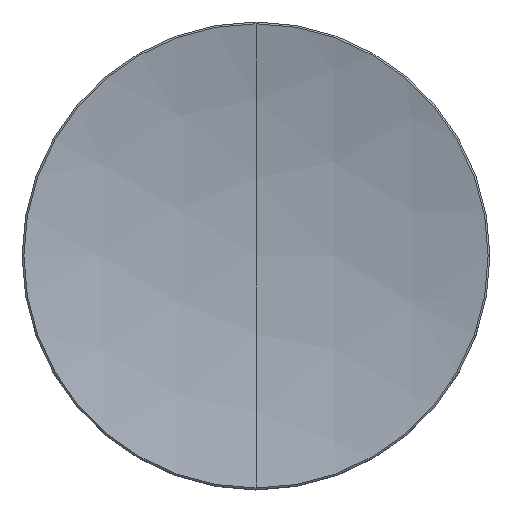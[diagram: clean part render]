
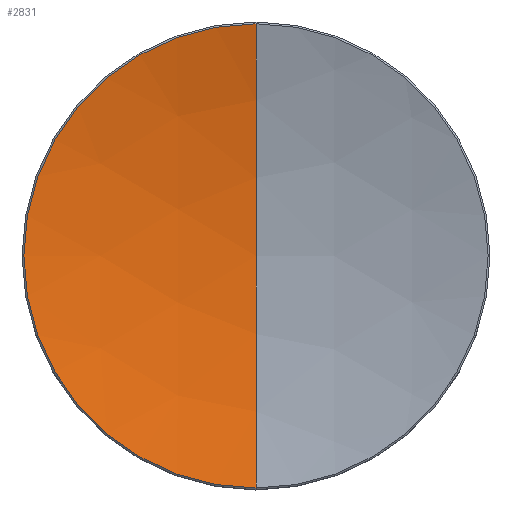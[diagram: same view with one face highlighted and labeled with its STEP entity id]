
A CAD part, top view. The second image highlights one B-rep face of the part: STEP entity #2831.
In plain terms, the highlighted spherical face has radius 100 mm.
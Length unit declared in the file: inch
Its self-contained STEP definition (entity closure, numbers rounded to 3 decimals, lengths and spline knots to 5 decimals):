
#2824 = ORIENTED_EDGE ( 'NONE', *, *, #7002, .T. ) ;
#2825 = ORIENTED_EDGE ( 'NONE', *, *, #2826, .T. ) ;
#2826 = EDGE_CURVE ( 'NONE', #3100, #2827, #6258, .T. ) ;
#2827 = VERTEX_POINT ( 'NONE', #6319 ) ;
#2829 = EDGE_CURVE ( 'NONE', #2827, #3005, #6472, .T. ) ;
#2831 = ADVANCED_FACE ( 'NONE', ( #6481 ), #6679, .F. ) ;
#2832 = EDGE_LOOP ( 'NONE', ( #2824, #2825, #3105, #3067 ) ) ;
#3005 = VERTEX_POINT ( 'NONE', #7224 ) ;
#3067 = ORIENTED_EDGE ( 'NONE', *, *, #3085, .F. ) ;
#3085 = EDGE_CURVE ( 'NONE', #7010, #3005, #15553, .T. ) ;
#3100 = VERTEX_POINT ( 'NONE', #15580 ) ;
#3105 = ORIENTED_EDGE ( 'NONE', *, *, #2829, .T. ) ;
#6257 = AXIS2_PLACEMENT_3D ( 'NONE', #6322, #6321, #6320 ) ;
#6258 = CIRCLE ( 'NONE', #6257, 0.99238 ) ;
#6319 = CARTESIAN_POINT ( 'NONE',  ( 0., -0.99238, 0.30429 ) ) ;
#6320 = DIRECTION ( 'NONE',  ( 1., 0., 0. ) ) ;
#6321 = DIRECTION ( 'NONE',  ( 0., 0., 1. ) ) ;
#6322 = CARTESIAN_POINT ( 'NONE',  ( 0., 0., 0.30429 ) ) ;
#6472 = CIRCLE ( 'NONE', #6476, 3.93701 ) ;
#6473 = DIRECTION ( 'NONE',  ( 0., 1., 0. ) ) ;
#6474 = DIRECTION ( 'NONE',  ( 1., 0., 0. ) ) ;
#6476 = AXIS2_PLACEMENT_3D ( 'NONE', #6490, #6474, #6473 ) ;
#6481 = FACE_OUTER_BOUND ( 'NONE', #2832, .T. ) ;
#6490 = CARTESIAN_POINT ( 'NONE',  ( 0., 0., 4.11417 ) ) ;
#6668 = DIRECTION ( 'NONE',  ( 0., 1., 0. ) ) ;
#6677 = CARTESIAN_POINT ( 'NONE',  ( 0., 0., 4.11417 ) ) ;
#6678 = DIRECTION ( 'NONE',  ( 1., 0., 0. ) ) ;
#6679 = SPHERICAL_SURFACE ( 'NONE', #6686, 3.93701 ) ;
#6686 = AXIS2_PLACEMENT_3D ( 'NONE', #6677, #6678, #6668 ) ;
#7002 = EDGE_CURVE ( 'NONE', #7010, #3100, #8461, .T. ) ;
#7010 = VERTEX_POINT ( 'NONE', #7469 ) ;
#7224 = CARTESIAN_POINT ( 'NONE',  ( 0., 0., 0.17717 ) ) ;
#7469 = CARTESIAN_POINT ( 'NONE',  ( 0., 0.99238, 0.30429 ) ) ;
#8451 = DIRECTION ( 'NONE',  ( 1., 0., 0. ) ) ;
#8452 = DIRECTION ( 'NONE',  ( 0., 0., 1. ) ) ;
#8453 = CARTESIAN_POINT ( 'NONE',  ( 0., 0., 0.30429 ) ) ;
#8454 = AXIS2_PLACEMENT_3D ( 'NONE', #8453, #8452, #8451 ) ;
#8461 = CIRCLE ( 'NONE', #8454, 0.99238 ) ;
#15547 = DIRECTION ( 'NONE',  ( 0., 0., 1. ) ) ;
#15548 = DIRECTION ( 'NONE',  ( -1., 0., 0. ) ) ;
#15549 = CARTESIAN_POINT ( 'NONE',  ( 0., 0., 4.11417 ) ) ;
#15550 = AXIS2_PLACEMENT_3D ( 'NONE', #15549, #15548, #15547 ) ;
#15553 = CIRCLE ( 'NONE', #15550, 3.93701 ) ;
#15580 = CARTESIAN_POINT ( 'NONE',  ( -0.99238, 0., 0.30429 ) ) ;
